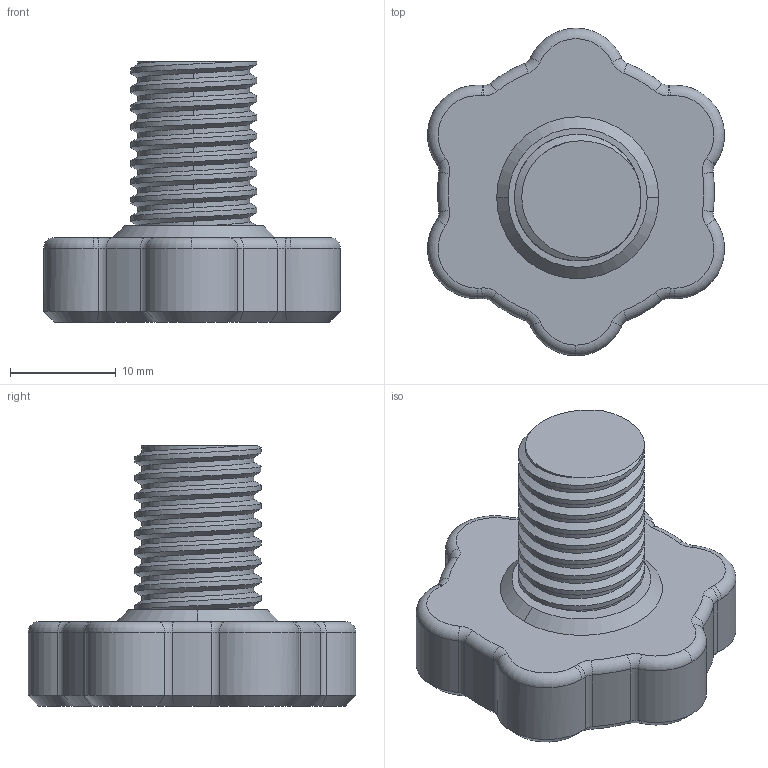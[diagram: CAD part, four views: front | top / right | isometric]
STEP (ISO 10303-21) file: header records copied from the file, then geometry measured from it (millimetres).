
FILE_DESCRIPTION (( 'STEP AP203' ), '1' );
FILE_NAME ('tightening knob (short).STEP', '2019-04-12T11:56:17', ( '' ), ( '' ), 'SwSTEP 2.0', 'SolidWorks 2018', '' );
FILE_SCHEMA (( 'CONFIG_CONTROL_DESIGN' ));
Length unit declared in the file: millimetre
Products named in the file (1): tightening knob (short)
Bounding box: 28.11 x 31 x 24.62 mm (x, y, z)
Volume: 6754.4 mm3; surface area: 2764.9 mm2
Topology: 1 solids, 1 shells, 118 faces, 287 edges, 173 vertices
Faces by surface type: cylinder 50, cone 31, torus 29, plane 5, bspline 3
Entity records: 5983 total; most frequent: CARTESIAN_POINT 3158, DIRECTION 632, ORIENTED_EDGE 574, EDGE_CURVE 287, AXIS2_PLACEMENT_3D 275, VERTEX_POINT 173, CIRCLE 159, EDGE_LOOP 120
